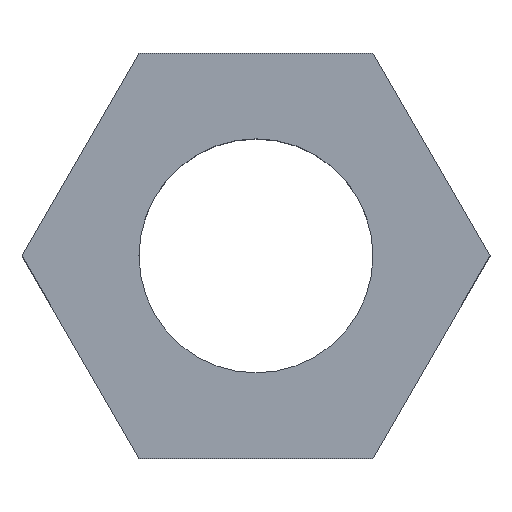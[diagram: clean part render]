
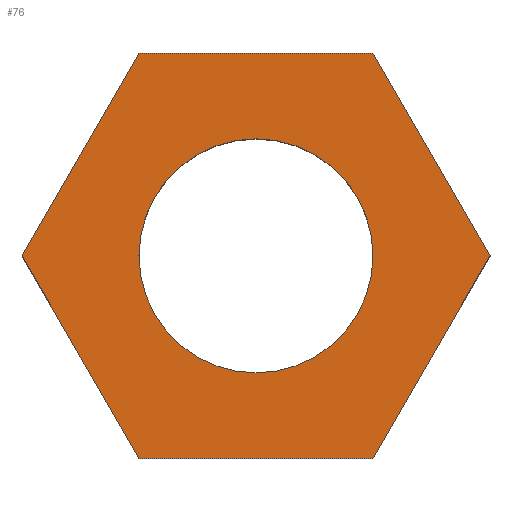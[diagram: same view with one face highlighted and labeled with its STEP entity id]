
A CAD part, top view. The second image highlights one B-rep face of the part: STEP entity #76.
In plain terms, the highlighted planar face has unit normal (0, 0, 1).
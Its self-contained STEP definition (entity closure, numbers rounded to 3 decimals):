
#1=CARTESIAN_POINT('POINT1',(-3.175,0.,5.08));
#2=VERTEX_POINT('VERTEX1',#1);
#3=CARTESIAN_POINT('POINT2',(3.175,0.,5.08));
#4=VERTEX_POINT('VERTEX2',#3);
#5=CARTESIAN_POINT('POS1',(0.,0.,
   5.08));
#6=DIRECTION('DIR1',(0.,0.,-1.));
#7=DIRECTION('DIR2',(-1.,0.,0.));
#8=AXIS2_PLACEMENT_3D('AXIS1',#5,#6,#7);
#9=CIRCLE('ELLIPSE1',#8,3.175);
#10=EDGE_CURVE('EDGE1',#2,#4,#9,.T.);
#11=ORIENTED_EDGE('COEDGE1',*,*,#10,.T.);
#12=CARTESIAN_POINT('POS2',(0.,0.,5.08));
#13=DIRECTION('DIR3',(0.,0.,-1.));
#14=DIRECTION('DIR4',(1.,0.,0.));
#15=AXIS2_PLACEMENT_3D('AXIS2',#12,#13,#14);
#16=CIRCLE('ELLIPSE2',#15,3.175);
#17=EDGE_CURVE('EDGE2',#4,#2,#16,.T.);
#18=ORIENTED_EDGE('COEDGE2',*,*,#17,.T.);
#19=EDGE_LOOP('NONE',(#11,#18));
#20=FACE_BOUND('LOOP1',#19,.T.);
#21=CARTESIAN_POINT('POINT3',(-3.175,-5.499,
   5.08));
#22=VERTEX_POINT('VERTEX3',#21);
#23=CARTESIAN_POINT('POINT4',(3.175,-5.499,
   5.08));
#24=VERTEX_POINT('VERTEX4',#23);
#25=CARTESIAN_POINT('POS3',(-3.175,-5.499,5.08
   ));
#26=DIRECTION('DIR5',(1.,0.,0.));
#27=VECTOR('VEC1',#26,25.4);
#28=LINE('STRAIGHT1',#25,#27);
#29=EDGE_CURVE('EDGE3',#22,#24,#28,.T.);
#30=ORIENTED_EDGE('COEDGE3',*,*,#29,.T.);
#31=CARTESIAN_POINT('POINT5',(6.35,0.,5.08));
#32=VERTEX_POINT('VERTEX5',#31);
#33=CARTESIAN_POINT('POS4',(3.175,-5.499,5.08)
   );
#34=DIRECTION('DIR6',(0.5,0.866,0.));
#35=VECTOR('VEC2',#34,25.4);
#36=LINE('STRAIGHT2',#33,#35);
#37=EDGE_CURVE('EDGE4',#24,#32,#36,.T.);
#38=ORIENTED_EDGE('COEDGE4',*,*,#37,.T.);
#39=CARTESIAN_POINT('POINT6',(3.175,5.499,5.08
   ));
#40=VERTEX_POINT('VERTEX6',#39);
#41=CARTESIAN_POINT('POS5',(6.35,0.,5.08));
#42=DIRECTION('DIR7',(-0.5,0.866,0.));
#43=VECTOR('VEC3',#42,25.4);
#44=LINE('STRAIGHT3',#41,#43);
#45=EDGE_CURVE('EDGE5',#32,#40,#44,.T.);
#46=ORIENTED_EDGE('COEDGE5',*,*,#45,.T.);
#47=CARTESIAN_POINT('POINT7',(-3.175,5.499,
   5.08));
#48=VERTEX_POINT('VERTEX7',#47);
#49=CARTESIAN_POINT('POS6',(3.175,5.499,5.08))
   ;
#50=DIRECTION('DIR8',(-1.,0.,0.));
#51=VECTOR('VEC4',#50,25.4);
#52=LINE('STRAIGHT4',#49,#51);
#53=EDGE_CURVE('EDGE6',#40,#48,#52,.T.);
#54=ORIENTED_EDGE('COEDGE6',*,*,#53,.T.);
#55=CARTESIAN_POINT('POINT8',(-6.35,0.,5.08));
#56=VERTEX_POINT('VERTEX8',#55);
#57=CARTESIAN_POINT('POS7',(-3.175,5.499,5.08)
   );
#58=DIRECTION('DIR9',(-0.5,-0.866,0.));
#59=VECTOR('VEC5',#58,25.4);
#60=LINE('STRAIGHT5',#57,#59);
#61=EDGE_CURVE('EDGE7',#48,#56,#60,.T.);
#62=ORIENTED_EDGE('COEDGE7',*,*,#61,.T.);
#63=CARTESIAN_POINT('POS8',(-6.35,0.,5.08));
#64=DIRECTION('DIR10',(0.5,-0.866,0.));
#65=VECTOR('VEC6',#64,25.4);
#66=LINE('STRAIGHT6',#63,#65);
#67=EDGE_CURVE('EDGE8',#56,#22,#66,.T.);
#68=ORIENTED_EDGE('COEDGE8',*,*,#67,.T.);
#69=EDGE_LOOP('NONE',(#30,#38,#46,#54,#62,#68));
#70=FACE_BOUND('LOOP1',#69,.T.);
#71=CARTESIAN_POINT('POS9',(0.,0.,5.08));
#72=DIRECTION('DIR11',(0.,0.,1.));
#73=DIRECTION('DIR12',(1.,0.,0.));
#74=AXIS2_PLACEMENT_3D('AXIS3',#71,#72,#73);
#75=PLANE('PLANE1',#74);
#76=ADVANCED_FACE('FACE1',(#20,#70),#75,.T.);
